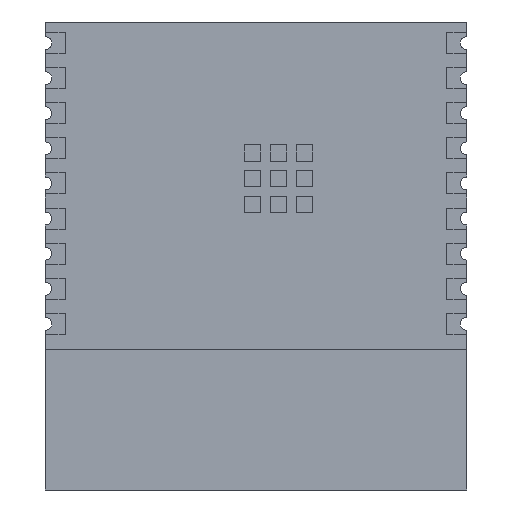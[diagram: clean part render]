
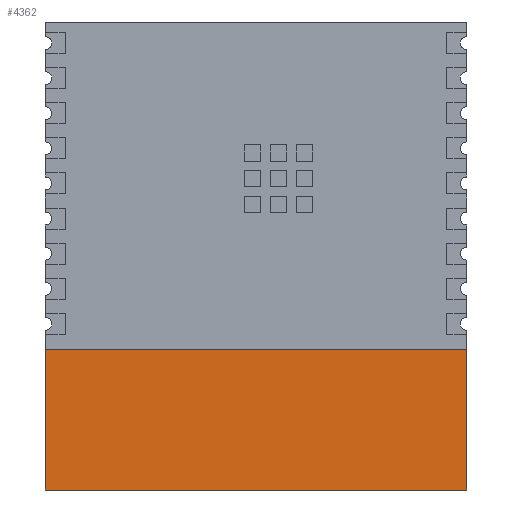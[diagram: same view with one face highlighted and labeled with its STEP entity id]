
A CAD part, front view. The second image highlights one B-rep face of the part: STEP entity #4362.
In plain terms, the highlighted planar face has unit normal (0, -1, 0).
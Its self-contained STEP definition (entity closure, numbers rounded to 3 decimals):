
#493 = DIRECTION ( 'NONE',  ( 0., 0., 1. ) ) ;
#811 = EDGE_LOOP ( 'NONE', ( #3600, #7272, #5794, #14018 ) ) ;
#1629 = PLANE ( 'NONE',  #15967 ) ;
#2594 = CARTESIAN_POINT ( 'NONE',  ( -9., -1.55, -10. ) ) ;
#3563 = EDGE_CURVE ( 'NONE', #13276, #12151, #16048, .T. ) ;
#3567 = VECTOR ( 'NONE', #5036, 1000. ) ;
#3600 = ORIENTED_EDGE ( 'NONE', *, *, #4925, .T. ) ;
#4362 = ADVANCED_FACE ( 'NONE', ( #8450 ), #1629, .F. ) ;
#4879 = VECTOR ( 'NONE', #17430, 1000. ) ;
#4925 = EDGE_CURVE ( 'NONE', #14230, #8155, #6120, .T. ) ;
#5021 = EDGE_CURVE ( 'NONE', #8155, #13276, #10341, .T. ) ;
#5036 = DIRECTION ( 'NONE',  ( 1., 0., 0. ) ) ;
#5794 = ORIENTED_EDGE ( 'NONE', *, *, #3563, .T. ) ;
#5903 = CARTESIAN_POINT ( 'NONE',  ( 0., -1.55, 0. ) ) ;
#6120 = LINE ( 'NONE', #10487, #8030 ) ;
#6174 = DIRECTION ( 'NONE',  ( 0., 0., -1. ) ) ;
#6680 = CARTESIAN_POINT ( 'NONE',  ( 9., -1.55, -10. ) ) ;
#7222 = CARTESIAN_POINT ( 'NONE',  ( 9., -1.55, -10. ) ) ;
#7272 = ORIENTED_EDGE ( 'NONE', *, *, #5021, .T. ) ;
#7859 = CARTESIAN_POINT ( 'NONE',  ( -9., -1.55, -4. ) ) ;
#8030 = VECTOR ( 'NONE', #6174, 1000. ) ;
#8155 = VERTEX_POINT ( 'NONE', #2594 ) ;
#8450 = FACE_OUTER_BOUND ( 'NONE', #811, .T. ) ;
#9359 = CARTESIAN_POINT ( 'NONE',  ( -9., -1.55, -4. ) ) ;
#9991 = EDGE_CURVE ( 'NONE', #12151, #14230, #16216, .T. ) ;
#10341 = LINE ( 'NONE', #11700, #3567 ) ;
#10487 = CARTESIAN_POINT ( 'NONE',  ( -9., -1.55, -10. ) ) ;
#10714 = DIRECTION ( 'NONE',  ( 0., 0., 1. ) ) ;
#10896 = CARTESIAN_POINT ( 'NONE',  ( 9., -1.55, -4. ) ) ;
#11112 = VECTOR ( 'NONE', #10714, 1000. ) ;
#11700 = CARTESIAN_POINT ( 'NONE',  ( -9., -1.55, -10. ) ) ;
#12151 = VERTEX_POINT ( 'NONE', #10896 ) ;
#13276 = VERTEX_POINT ( 'NONE', #7222 ) ;
#14018 = ORIENTED_EDGE ( 'NONE', *, *, #9991, .T. ) ;
#14230 = VERTEX_POINT ( 'NONE', #9359 ) ;
#15967 = AXIS2_PLACEMENT_3D ( 'NONE', #5903, #16815, #493 ) ;
#16048 = LINE ( 'NONE', #6680, #11112 ) ;
#16216 = LINE ( 'NONE', #7859, #4879 ) ;
#16815 = DIRECTION ( 'NONE',  ( 0., 1., 0. ) ) ;
#17430 = DIRECTION ( 'NONE',  ( -1., 0., 0. ) ) ;
